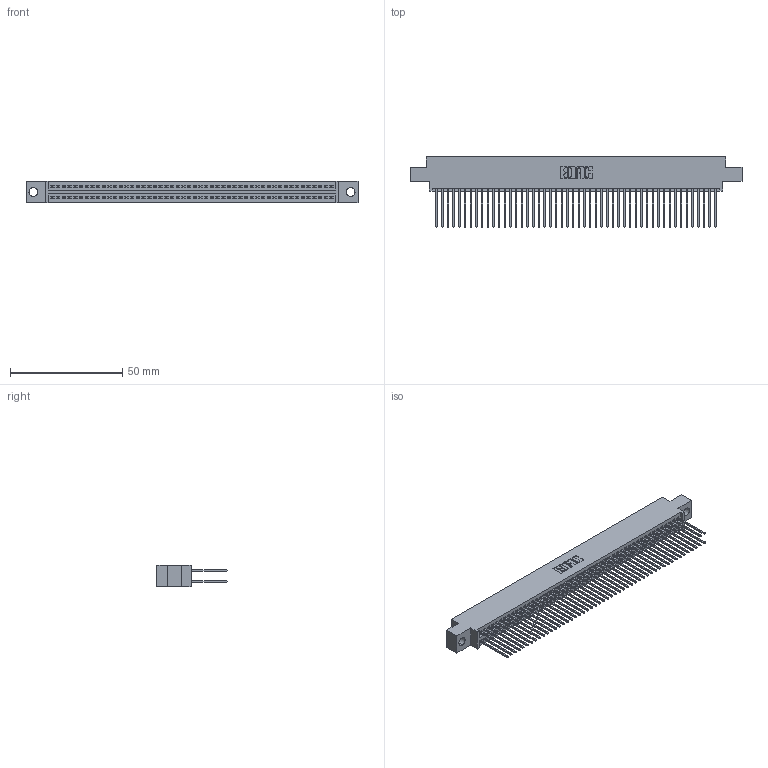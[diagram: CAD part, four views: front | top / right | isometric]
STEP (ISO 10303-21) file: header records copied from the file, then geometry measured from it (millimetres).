
FILE_DESCRIPTION (( 'STEP AP203' ), '1' );
FILE_NAME ('395-100-542-804.STEP', '2018-11-30T02:13:38', ( '' ), ( '' ), 'SwSTEP 2.0', 'SolidWorks 2016', '' );
FILE_SCHEMA (( 'CONFIG_CONTROL_DESIGN' ));
Length unit declared in the file: inch
Products named in the file (3): 345-292-001_345-293-142; 395-100-542-804; 345 Part_0.170 Offset - 0.156 Dia-TH
Assembly tree (101 placements, depth 2):
  395-100-542-804
    345 Part_0.170 Offset - 0.156 Dia-TH
    345-292-001_345-293-142  x100
Bounding box: 148.21 x 31.29 x 9.4 mm (x, y, z)
Volume: 14736.4 mm3; surface area: 24074.9 mm2
Topology: 101 solids, 101 shells, 5130 faces, 15253 edges, 10034 vertices
Faces by surface type: plane 3384, cylinder 1746
Entity records: 38307 total; most frequent: CARTESIAN_POINT 6416, ORIENTED_EDGE 6350, DIRECTION 5647, EDGE_CURVE 3175, LINE 2843, VECTOR 2843, VERTEX_POINT 2114, AXIS2_PLACEMENT_3D 1402
